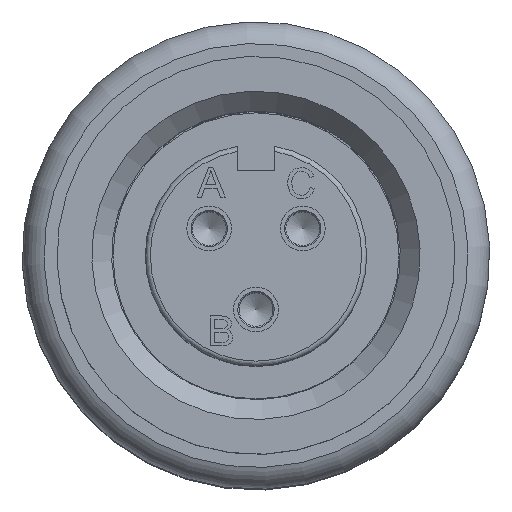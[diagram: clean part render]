
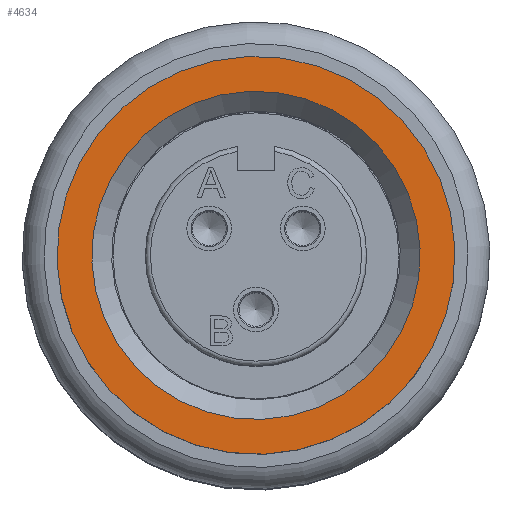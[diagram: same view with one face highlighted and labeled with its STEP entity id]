
A CAD part, top view. The second image highlights one B-rep face of the part: STEP entity #4634.
In plain terms, the highlighted planar face has unit normal (0, 0, 1).
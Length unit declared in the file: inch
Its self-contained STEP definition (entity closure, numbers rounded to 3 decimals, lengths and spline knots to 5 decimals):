
#195=PLANE('',#5310);
#644=FACE_BOUND('',#1381,.T.);
#939=FACE_OUTER_BOUND('',#1380,.T.);
#1380=EDGE_LOOP('',(#3576));
#1381=EDGE_LOOP('',(#3577));
#1802=CIRCLE('',#5302,0.4);
#1805=CIRCLE('',#5308,0.33);
#2038=VERTEX_POINT('',#7760);
#2041=VERTEX_POINT('',#7769);
#2535=EDGE_CURVE('',#2038,#2038,#1802,.T.);
#2538=EDGE_CURVE('',#2041,#2041,#1805,.T.);
#3576=ORIENTED_EDGE('',*,*,#2535,.F.);
#3577=ORIENTED_EDGE('',*,*,#2538,.F.);
#4634=ADVANCED_FACE('',(#939,#644),#195,.F.);
#5302=AXIS2_PLACEMENT_3D('',#7761,#6618,#6619);
#5308=AXIS2_PLACEMENT_3D('',#7770,#6630,#6631);
#5310=AXIS2_PLACEMENT_3D('',#7772,#6634,#6635);
#6618=DIRECTION('center_axis',(0.,0.,
-1.));
#6619=DIRECTION('ref_axis',(0.886,-0.464,0.));
#6630=DIRECTION('center_axis',(0.,0.,
1.));
#6631=DIRECTION('ref_axis',(0.886,-0.464,0.));
#6634=DIRECTION('center_axis',(0.,0.,
-1.));
#6635=DIRECTION('ref_axis',(0.886,-0.464,0.));
#7760=CARTESIAN_POINT('',(-0.35431,0.18565,0.097));
#7761=CARTESIAN_POINT('Origin',(0.,0.,
0.097));
#7769=CARTESIAN_POINT('',(-0.2923,0.15316,0.097));
#7770=CARTESIAN_POINT('Origin',(0.,0.,
0.097));
#7772=CARTESIAN_POINT('Origin',(0.,0.,
0.097));
